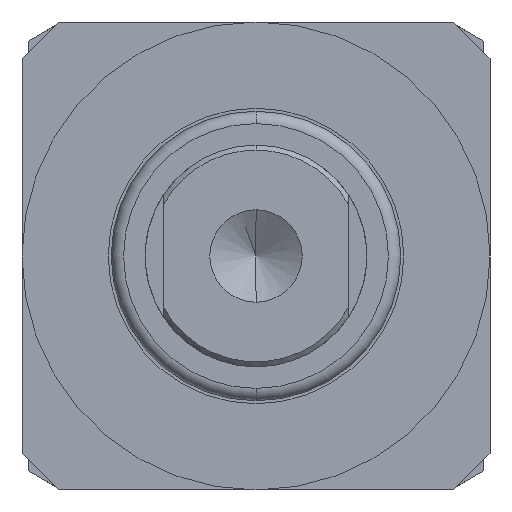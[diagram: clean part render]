
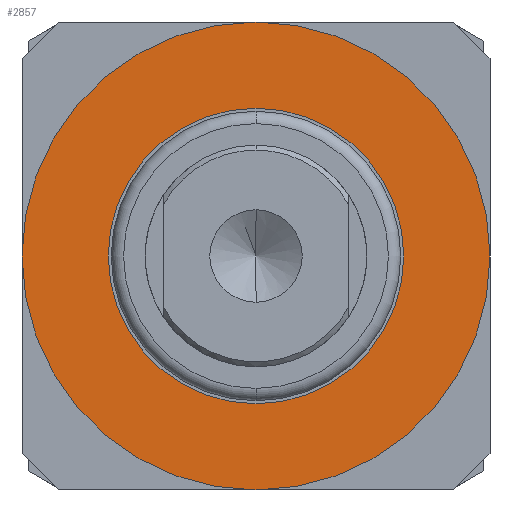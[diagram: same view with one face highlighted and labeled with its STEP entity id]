
A CAD part, front view. The second image highlights one B-rep face of the part: STEP entity #2857.
In plain terms, the highlighted planar face has unit normal (0, -1, 0).
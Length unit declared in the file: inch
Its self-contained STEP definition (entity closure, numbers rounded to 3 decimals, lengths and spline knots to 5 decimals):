
#822 = PLANE ( 'NONE',  #827 ) ;
#827 = AXIS2_PLACEMENT_3D ( 'NONE', #1080, #3742, #1140 ) ;
#1061 = DIRECTION ( 'NONE',  ( 0., 0., 1. ) ) ;
#1062 = DIRECTION ( 'NONE',  ( 0., 1., 0. ) ) ;
#1063 = AXIS2_PLACEMENT_3D ( 'NONE', #1069, #1062, #1061 ) ;
#1064 = CIRCLE ( 'NONE', #1063, 1.5 ) ;
#1069 = CARTESIAN_POINT ( 'NONE',  ( 0., 9.625, 0. ) ) ;
#1080 = CARTESIAN_POINT ( 'NONE',  ( -2.375, 9.625, -2.375 ) ) ;
#1081 = FACE_OUTER_BOUND ( 'NONE', #2858, .T. ) ;
#1082 = FACE_BOUND ( 'NONE', #2823, .T. ) ;
#1087 = DIRECTION ( 'NONE',  ( 0., 0., -1. ) ) ;
#1088 = DIRECTION ( 'NONE',  ( 0., -1., 0. ) ) ;
#1089 = AXIS2_PLACEMENT_3D ( 'NONE', #1096, #1088, #1087 ) ;
#1090 = CIRCLE ( 'NONE', #1089, 2.375 ) ;
#1096 = CARTESIAN_POINT ( 'NONE',  ( 0., 9.625, 0. ) ) ;
#1119 = DIRECTION ( 'NONE',  ( 0., 0., 1. ) ) ;
#1120 = DIRECTION ( 'NONE',  ( 0., 1., 0. ) ) ;
#1121 = CARTESIAN_POINT ( 'NONE',  ( 0., 9.625, 0. ) ) ;
#1122 = AXIS2_PLACEMENT_3D ( 'NONE', #1121, #1120, #1119 ) ;
#1123 = CIRCLE ( 'NONE', #1122, 1.5 ) ;
#1140 = DIRECTION ( 'NONE',  ( 0., 0., 1. ) ) ;
#1464 = CARTESIAN_POINT ( 'NONE',  ( 0., 9.625, -2.375 ) ) ;
#1465 = DIRECTION ( 'NONE',  ( 0., 0., -1. ) ) ;
#1466 = DIRECTION ( 'NONE',  ( 0., -1., 0. ) ) ;
#1467 = CARTESIAN_POINT ( 'NONE',  ( 0., 9.625, 0. ) ) ;
#1468 = AXIS2_PLACEMENT_3D ( 'NONE', #1467, #1466, #1465 ) ;
#1469 = CIRCLE ( 'NONE', #1468, 2.375 ) ;
#1480 = CARTESIAN_POINT ( 'NONE',  ( 0., 9.625, 2.375 ) ) ;
#1625 = CARTESIAN_POINT ( 'NONE',  ( 0., 9.625, 1.5 ) ) ;
#1815 = CARTESIAN_POINT ( 'NONE',  ( 0., 9.625, -1.5 ) ) ;
#2823 = EDGE_LOOP ( 'NONE', ( #2866, #2855 ) ) ;
#2830 = EDGE_CURVE ( 'NONE', #3130, #3209, #1064, .T. ) ;
#2848 = EDGE_CURVE ( 'NONE', #3032, #3041, #1090, .T. ) ;
#2849 = ORIENTED_EDGE ( 'NONE', *, *, #2848, .T. ) ;
#2855 = ORIENTED_EDGE ( 'NONE', *, *, #2830, .T. ) ;
#2856 = ORIENTED_EDGE ( 'NONE', *, *, #3040, .T. ) ;
#2857 = ADVANCED_FACE ( 'NONE', ( #1082, #1081 ), #822, .F. ) ;
#2858 = EDGE_LOOP ( 'NONE', ( #2856, #2849 ) ) ;
#2866 = ORIENTED_EDGE ( 'NONE', *, *, #2867, .T. ) ;
#2867 = EDGE_CURVE ( 'NONE', #3209, #3130, #1123, .T. ) ;
#3032 = VERTEX_POINT ( 'NONE', #1480 ) ;
#3040 = EDGE_CURVE ( 'NONE', #3041, #3032, #1469, .T. ) ;
#3041 = VERTEX_POINT ( 'NONE', #1464 ) ;
#3130 = VERTEX_POINT ( 'NONE', #1625 ) ;
#3209 = VERTEX_POINT ( 'NONE', #1815 ) ;
#3742 = DIRECTION ( 'NONE',  ( 0., 1., 0. ) ) ;
